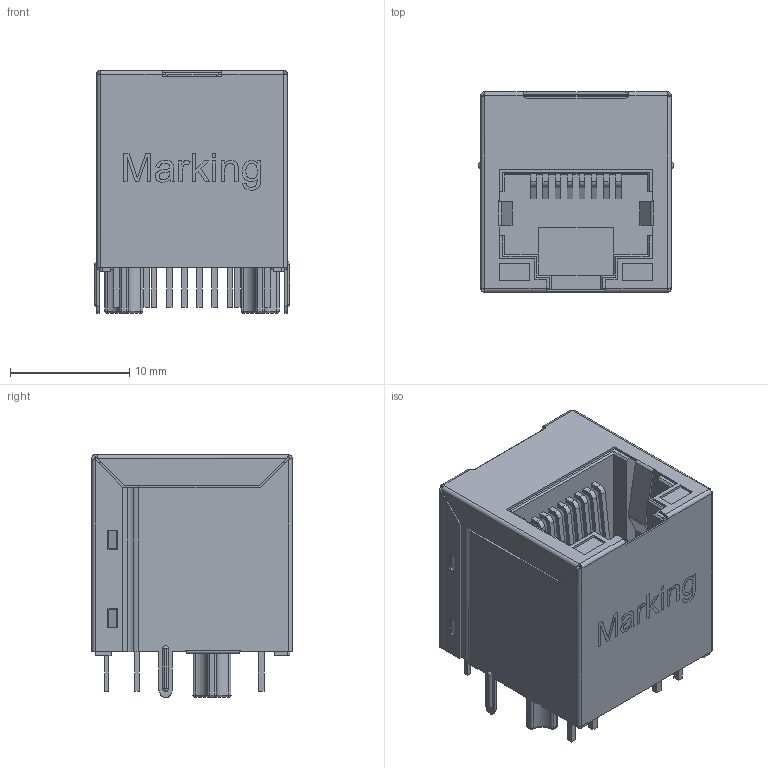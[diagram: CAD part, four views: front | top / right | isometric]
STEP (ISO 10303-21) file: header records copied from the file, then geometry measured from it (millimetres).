
FILE_DESCRIPTION(/* description */ ('760390011'),/* implementation_level */ '2;1');
FILE_NAME(/* name */ '74991104402',/* time_stamp */ '2019-04-23T13:04:48+02:00',/* author */ ('Wladimir Jelisarow'),/* organization */ ('WÃ¼rth Elektronik eiSos GmbH & Co. KG'),/* preprocessor_version */ 'ST-DEVELOPER v16.7',/* originating_system */ 'DEX',/* authorisation */ $);
FILE_SCHEMA (('AUTOMOTIVE_DESIGN {1 0 10303 214 3 1 1}'));
Length unit declared in the file: millimetre
Products named in the file (3): 74991104402; base; shielding
Assembly tree (2 placements, depth 2):
  74991104402
    base
    shielding
Bounding box: 16.4 x 16.82 x 20.4 mm (x, y, z)
Volume: 3340.8 mm3; surface area: 5051.5 mm2
Topology: 2 solids, 2 shells, 726 faces, 1920 edges, 1204 vertices
Faces by surface type: plane 485, cylinder 161, torus 32, sphere 24, bspline 24
Entity records: 28029 total; most frequent: CARTESIAN_POINT 4934, ORIENTED_EDGE 3790, DIRECTION 3557, EDGE_CURVE 1895, LINE 1363, VECTOR 1363, VERTEX_POINT 1204, AXIS2_PLACEMENT_3D 1097
